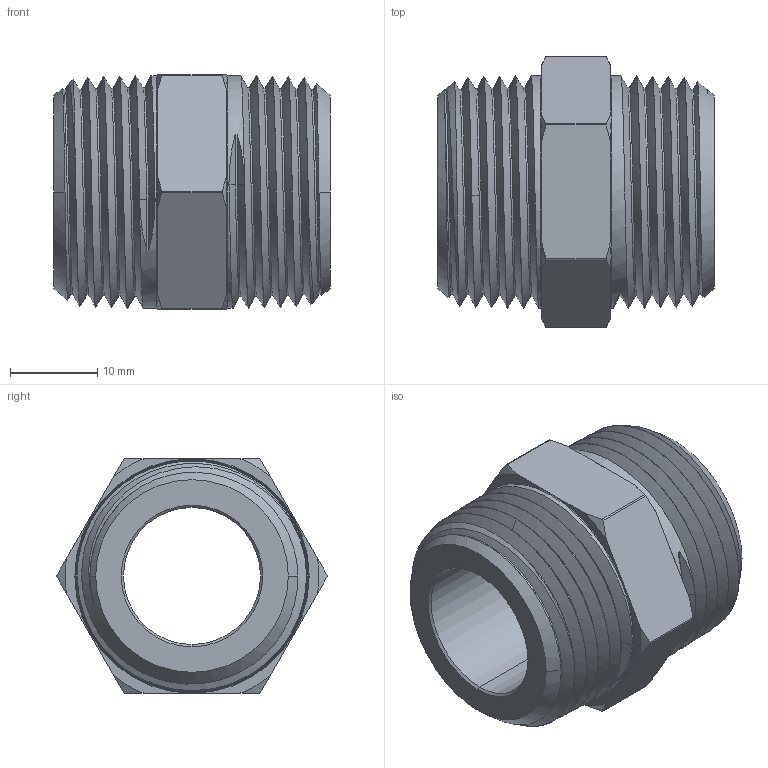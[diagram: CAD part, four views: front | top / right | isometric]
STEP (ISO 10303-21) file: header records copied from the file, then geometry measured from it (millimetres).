
FILE_DESCRIPTION((''),'2;1');
FILE_NAME('CLOSE_NIPPLE_H-SBE','2025-07-08T12:39:54',('Administrator'),(''),'CREO PARAMETRIC BY PTC INC, 2020414','CREO PARAMETRIC BY PTC INC, 2020414','');
FILE_SCHEMA(('AUTOMOTIVE_DESIGN { 1 0 10303 214 1 1 1 1 }'));
Length unit declared in the file: millimetre
Products named in the file (1): CLOSE_NIPPLE_H-SBE
Bounding box: 31.7 x 31 x 26.9 mm (x, y, z)
Volume: 10395.5 mm3; surface area: 5973.2 mm2
Topology: 1 solids, 1 shells, 78 faces, 211 edges, 146 vertices
Faces by surface type: cone 34, plane 16, cylinder 12, bspline 12, torus 4
Entity records: 6904 total; most frequent: CARTESIAN_POINT 4945, ORIENTED_EDGE 412, DIRECTION 293, EDGE_CURVE 206, VERTEX_POINT 132, COLOUR_RGB 116, AXIS2_PLACEMENT_3D 111, B_SPLINE_CURVE_WITH_KNOTS 96
